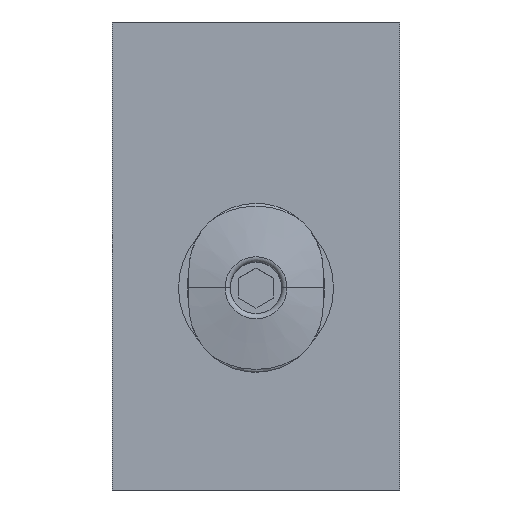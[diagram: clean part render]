
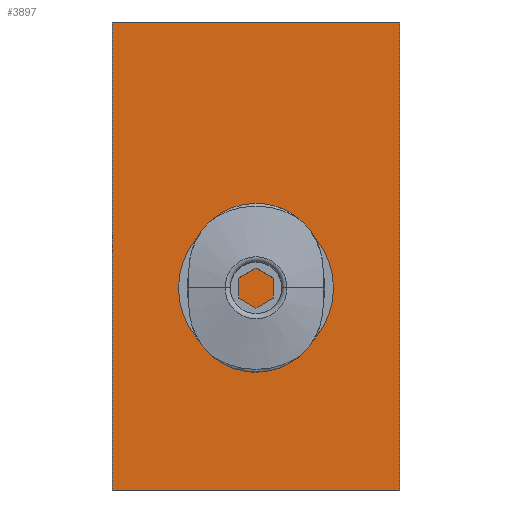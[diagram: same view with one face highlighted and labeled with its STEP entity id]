
A CAD part, top view. The second image highlights one B-rep face of the part: STEP entity #3897.
In plain terms, the highlighted planar face has unit normal (0, 0, -1).
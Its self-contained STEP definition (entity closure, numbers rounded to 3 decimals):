
#3845=DIRECTION('',(0.,-1.,0.));
#3846=VECTOR('',#3845,27.16);
#3847=CARTESIAN_POINT('',(-8.35,15.475,12.724));
#3848=LINE('',#3847,#3846);
#3853=DIRECTION('',(1.,0.,0.));
#3854=VECTOR('',#3853,16.7);
#3855=CARTESIAN_POINT('',(-8.35,-11.685,12.724));
#3856=LINE('',#3855,#3854);
#3860=DIRECTION('',(0.,1.,0.));
#3861=VECTOR('',#3860,27.16);
#3862=CARTESIAN_POINT('',(8.35,-11.685,12.724));
#3863=LINE('',#3862,#3861);
#3867=DIRECTION('',(-1.,0.,0.));
#3868=VECTOR('',#3867,16.7);
#3869=CARTESIAN_POINT('',(8.35,15.475,12.724));
#3870=LINE('',#3869,#3868);
#3874=CARTESIAN_POINT('',(-8.35,15.475,12.724));
#3875=CARTESIAN_POINT('',(-8.35,-11.685,12.724));
#3876=VERTEX_POINT('',#3874);
#3877=VERTEX_POINT('',#3875);
#3878=CARTESIAN_POINT('',(8.35,-11.685,12.724));
#3879=VERTEX_POINT('',#3878);
#3880=CARTESIAN_POINT('',(8.35,15.475,12.724));
#3881=VERTEX_POINT('',#3880);
#3882=CARTESIAN_POINT('',(-8.35,-11.685,12.724));
#3883=DIRECTION('',(0.,0.,-1.));
#3884=DIRECTION('',(0.,1.,0.));
#3885=AXIS2_PLACEMENT_3D('',#3882,#3883,#3884);
#3886=PLANE('',#3885);
#3888=ORIENTED_EDGE('',*,*,#3887,.T.);
#3890=ORIENTED_EDGE('',*,*,#3889,.T.);
#3892=ORIENTED_EDGE('',*,*,#3891,.T.);
#3894=ORIENTED_EDGE('',*,*,#3893,.T.);
#3895=EDGE_LOOP('',(#3888,#3890,#3892,#3894));
#3896=FACE_OUTER_BOUND('',#3895,.F.);
#3897=ADVANCED_FACE('',(#3896),#3886,.T.);
#3887=EDGE_CURVE('',#3876,#3877,#3848,.T.);
#3889=EDGE_CURVE('',#3877,#3879,#3856,.T.);
#3891=EDGE_CURVE('',#3879,#3881,#3863,.T.);
#3893=EDGE_CURVE('',#3881,#3876,#3870,.T.);
